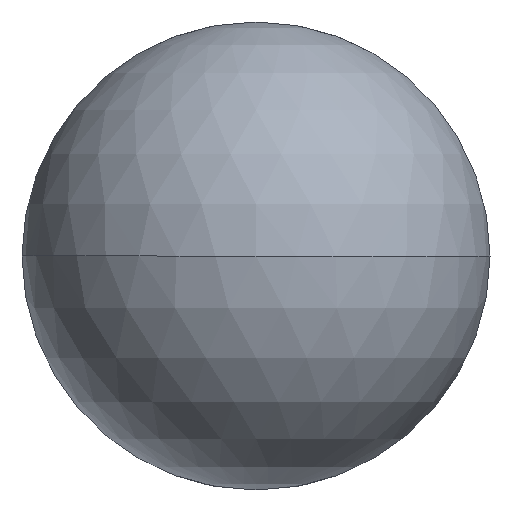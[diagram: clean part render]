
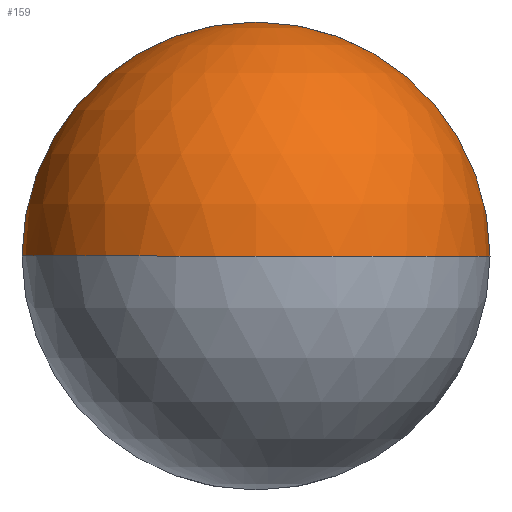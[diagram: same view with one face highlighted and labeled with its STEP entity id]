
A CAD part, front view. The second image highlights one B-rep face of the part: STEP entity #159.
In plain terms, the highlighted spherical face has radius 5.556 mm.
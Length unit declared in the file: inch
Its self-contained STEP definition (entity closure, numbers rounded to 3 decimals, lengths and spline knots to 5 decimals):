
#3 = FACE_OUTER_BOUND ( 'NONE', #35, .T. ) ;
#8 = DIRECTION ( 'NONE',  ( 0., 0., -1. ) ) ;
#14 = VERTEX_POINT ( 'NONE', #62 ) ;
#20 = EDGE_CURVE ( 'NONE', #72, #238, #121, .T. ) ;
#27 = DIRECTION ( 'NONE',  ( 0., 0., -1. ) ) ;
#35 = EDGE_LOOP ( 'NONE', ( #253, #124, #96, #37 ) ) ;
#37 = ORIENTED_EDGE ( 'NONE', *, *, #20, .T. ) ;
#56 = DIRECTION ( 'NONE',  ( 0., 0., 1. ) ) ;
#57 = DIRECTION ( 'NONE',  ( 0., 0., -1. ) ) ;
#62 = CARTESIAN_POINT ( 'NONE',  ( 0., 0., 0. ) ) ;
#72 = VERTEX_POINT ( 'NONE', #190 ) ;
#96 = ORIENTED_EDGE ( 'NONE', *, *, #138, .F. ) ;
#107 = AXIS2_PLACEMENT_3D ( 'NONE', #220, #56, #139 ) ;
#121 = CIRCLE ( 'NONE', #235, 0.21875 ) ;
#123 = DIRECTION ( 'NONE',  ( 0., 0., 1. ) ) ;
#124 = ORIENTED_EDGE ( 'NONE', *, *, #308, .T. ) ;
#125 = EDGE_CURVE ( 'NONE', #238, #188, #366, .T. ) ;
#138 = EDGE_CURVE ( 'NONE', #72, #14, #278, .T. ) ;
#139 = DIRECTION ( 'NONE',  ( 1., 0., 0. ) ) ;
#144 = DIRECTION ( 'NONE',  ( -1., 0., 0. ) ) ;
#159 = ADVANCED_FACE ( 'NONE', ( #3 ), #280, .T. ) ;
#173 = CARTESIAN_POINT ( 'NONE',  ( 0., 0.21875, 0. ) ) ;
#188 = VERTEX_POINT ( 'NONE', #321 ) ;
#190 = CARTESIAN_POINT ( 'NONE',  ( 0.21875, 0.21875, 0. ) ) ;
#199 = AXIS2_PLACEMENT_3D ( 'NONE', #325, #57, #144 ) ;
#207 = AXIS2_PLACEMENT_3D ( 'NONE', #284, #123, #367 ) ;
#220 = CARTESIAN_POINT ( 'NONE',  ( 0., 0.21875, 0. ) ) ;
#235 = AXIS2_PLACEMENT_3D ( 'NONE', #173, #274, #8 ) ;
#238 = VERTEX_POINT ( 'NONE', #262 ) ;
#253 = ORIENTED_EDGE ( 'NONE', *, *, #125, .T. ) ;
#262 = CARTESIAN_POINT ( 'NONE',  ( 0., 0.21875, 0.21875 ) ) ;
#274 = DIRECTION ( 'NONE',  ( 0., -1., 0. ) ) ;
#278 = CIRCLE ( 'NONE', #199, 0.21875 ) ;
#280 = SPHERICAL_SURFACE ( 'NONE', #207, 0.21875 ) ;
#284 = CARTESIAN_POINT ( 'NONE',  ( 0., 0.21875, 0. ) ) ;
#288 = DIRECTION ( 'NONE',  ( 0., -1., 0. ) ) ;
#291 = CIRCLE ( 'NONE', #107, 0.21875 ) ;
#308 = EDGE_CURVE ( 'NONE', #188, #14, #291, .T. ) ;
#321 = CARTESIAN_POINT ( 'NONE',  ( -0.21875, 0.21875, 0. ) ) ;
#325 = CARTESIAN_POINT ( 'NONE',  ( 0., 0.21875, 0. ) ) ;
#329 = AXIS2_PLACEMENT_3D ( 'NONE', #348, #288, #27 ) ;
#348 = CARTESIAN_POINT ( 'NONE',  ( 0., 0.21875, 0. ) ) ;
#366 = CIRCLE ( 'NONE', #329, 0.21875 ) ;
#367 = DIRECTION ( 'NONE',  ( 1., 0., 0. ) ) ;
